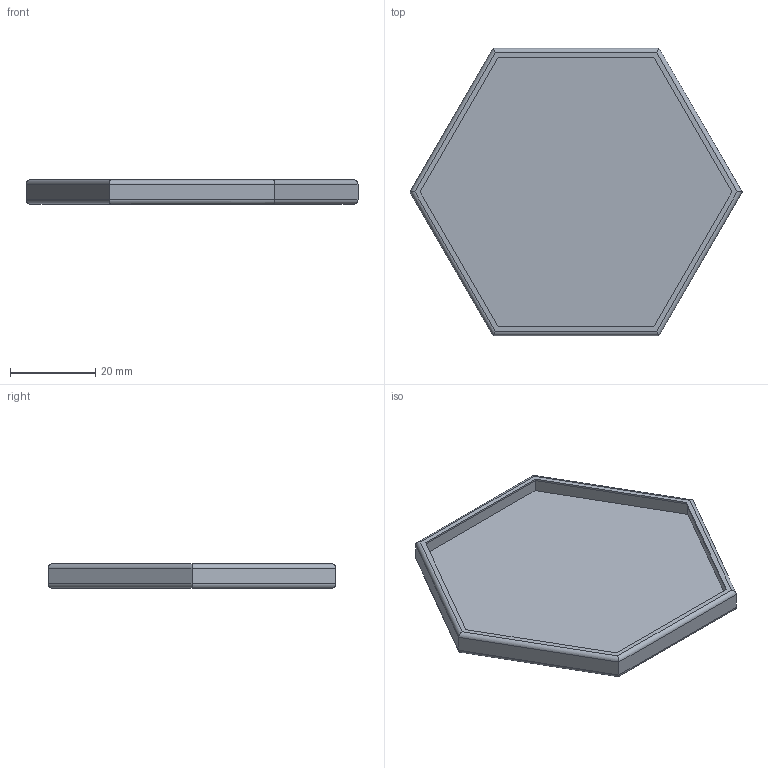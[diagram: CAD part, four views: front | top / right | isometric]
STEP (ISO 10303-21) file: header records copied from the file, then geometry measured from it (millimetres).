
FILE_DESCRIPTION(('FreeCAD Model'),'2;1');
FILE_NAME('Open CASCADE Shape Model','2024-02-05T18:03:27',(''),(''), 'Open CASCADE STEP processor 7.6','FreeCAD','Unknown');
FILE_SCHEMA(('AUTOMOTIVE_DESIGN { 1 0 10303 214 1 1 1 1 }'));
Length unit declared in the file: millimetre
Products named in the file (2): Bottom Cover; Body015
Assembly tree (1 placements, depth 2):
  Bottom Cover
    Body015
Bounding box: 77.77 x 67.35 x 5.7 mm (x, y, z)
Volume: 9117.4 mm3; surface area: 10036.3 mm2
Topology: 1 solids, 1 shells, 34 faces, 78 edges, 48 vertices
Faces by surface type: plane 22, cylinder 12
Entity records: 2112 total; most frequent: CARTESIAN_POINT 486, DIRECTION 294, LINE 198, VECTOR 198, ORIENTED_EDGE 156, PCURVE 156, DEFINITIONAL_REPRESENTATION 156, EDGE_CURVE 78
